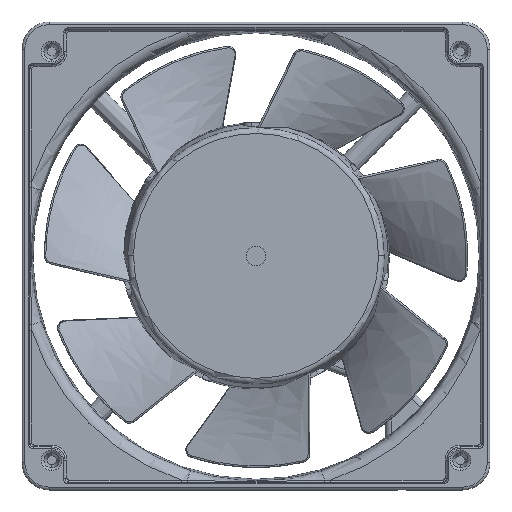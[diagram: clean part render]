
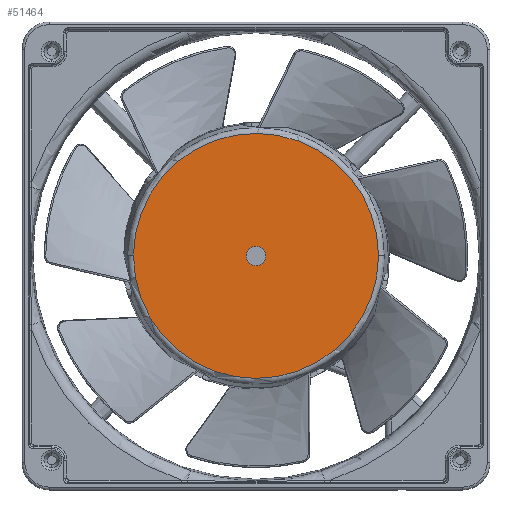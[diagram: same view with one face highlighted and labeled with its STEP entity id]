
A CAD part, top view. The second image highlights one B-rep face of the part: STEP entity #51464.
In plain terms, the highlighted face is planar.
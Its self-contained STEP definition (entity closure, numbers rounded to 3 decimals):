
#46473=CARTESIAN_POINT('',(0.,12.95,0.));
#46474=DIRECTION('',(0.,1.,0.));
#46475=DIRECTION('',(1.,0.,0.007));
#46476=AXIS2_PLACEMENT_3D('',#46473,#46474,#46475);
#46513=CARTESIAN_POINT('',(0.,12.95,0.));
#46514=DIRECTION('',(0.,-1.,0.));
#46515=DIRECTION('',(-1.,0.,-0.007));
#46516=AXIS2_PLACEMENT_3D('',#46513,#46514,#46515);
#46518=CARTESIAN_POINT('',(0.,12.95,0.));
#46519=DIRECTION('',(0.,-1.,0.));
#46520=DIRECTION('',(1.,0.,0.007));
#46521=AXIS2_PLACEMENT_3D('',#46518,#46519,#46520);
#46523=CARTESIAN_POINT('',(0.,12.95,0.));
#46524=DIRECTION('',(0.,1.,0.));
#46525=DIRECTION('',(0.,0.,1.));
#46526=AXIS2_PLACEMENT_3D('',#46523,#46524,#46525);
#46528=CARTESIAN_POINT('',(0.,12.95,0.));
#46529=DIRECTION('',(0.,1.,0.));
#46530=DIRECTION('',(0.,0.,-1.));
#46531=AXIS2_PLACEMENT_3D('',#46528,#46529,#46530);
#46533=CARTESIAN_POINT('',(0.,12.95,0.));
#46534=DIRECTION('',(0.,1.,0.));
#46535=DIRECTION('',(-1.,0.,-0.007));
#46536=AXIS2_PLACEMENT_3D('',#46533,#46534,#46535);
#49962=CARTESIAN_POINT('',(31.498,12.95,
0.234));
#49963=CARTESIAN_POINT('',(31.499,12.95,0.));
#49964=VERTEX_POINT('',#49962);
#49965=VERTEX_POINT('',#49963);
#49966=CARTESIAN_POINT('',(-31.499,12.95,0.));
#49967=VERTEX_POINT('',#49966);
#49978=CARTESIAN_POINT('',(-31.498,12.95,
-0.234));
#49979=VERTEX_POINT('',#49978);
#49980=CARTESIAN_POINT('',(0.,12.95,2.5));
#49981=CARTESIAN_POINT('',(0.,12.95,-2.5));
#49982=VERTEX_POINT('',#49980);
#49983=VERTEX_POINT('',#49981);
#51445=CARTESIAN_POINT('',(0.,12.95,0.));
#51446=DIRECTION('',(0.,1.,0.));
#51447=DIRECTION('',(1.,0.,0.));
#51448=AXIS2_PLACEMENT_3D('',#51445,#51446,#51447);
#51449=PLANE('',#51448);
#51451=ORIENTED_EDGE('',*,*,#51450,.F.);
#51453=ORIENTED_EDGE('',*,*,#51452,.T.);
#51454=ORIENTED_EDGE('',*,*,#51425,.F.);
#51455=ORIENTED_EDGE('',*,*,#51423,.T.);
#51456=EDGE_LOOP('',(#51451,#51453,#51454,#51455));
#51457=FACE_OUTER_BOUND('',#51456,.F.);
#51459=ORIENTED_EDGE('',*,*,#51458,.T.);
#51461=ORIENTED_EDGE('',*,*,#51460,.T.);
#51462=EDGE_LOOP('',(#51459,#51461));
#51463=FACE_BOUND('',#51462,.F.);
#51464=ADVANCED_FACE('',(#51457,#51463),#51449,.T.);
#46477=CIRCLE('',#46476,31.499);
#46517=CIRCLE('',#46516,31.499);
#46522=CIRCLE('',#46521,31.499);
#46527=CIRCLE('',#46526,2.5);
#46532=CIRCLE('',#46531,2.5);
#46537=CIRCLE('',#46536,31.499);
#51423=EDGE_CURVE('',#49964,#49967,#46522,.T.);
#51425=EDGE_CURVE('',#49964,#49965,#46477,.T.);
#51450=EDGE_CURVE('',#49979,#49967,#46537,.T.);
#51452=EDGE_CURVE('',#49979,#49965,#46517,.T.);
#51458=EDGE_CURVE('',#49982,#49983,#46527,.T.);
#51460=EDGE_CURVE('',#49983,#49982,#46532,.T.);
